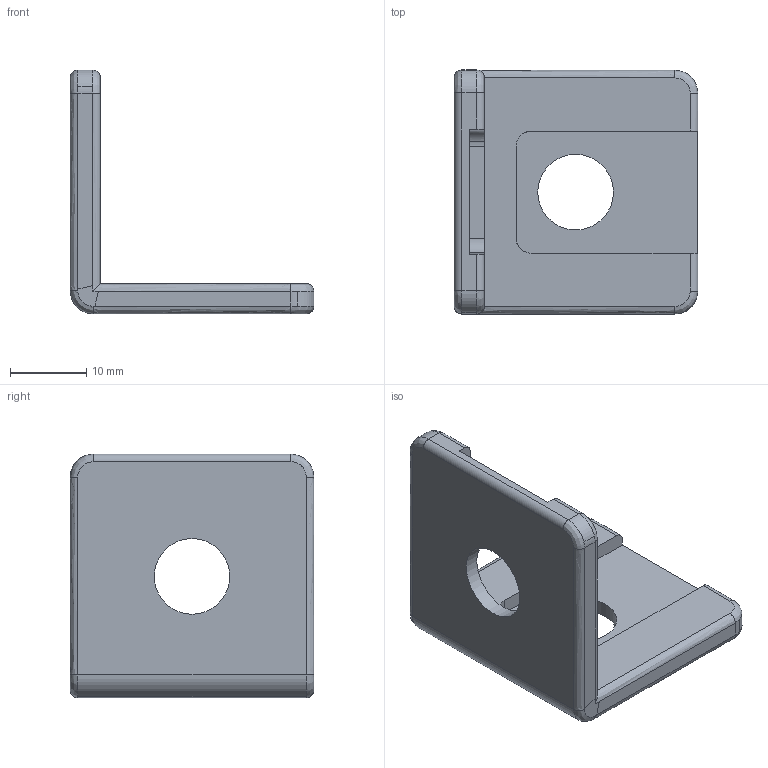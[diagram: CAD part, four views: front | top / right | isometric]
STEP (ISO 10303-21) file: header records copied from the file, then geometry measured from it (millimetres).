
FILE_DESCRIPTION((''),'2;1');
FILE_NAME('NB.stp','2020-04-21T00:51:27',(''),(''),'AutoCAD STEP 2000i','AutoCAD 2000i',', , ');
FILE_SCHEMA(('CONFIG_CONTROL_DESIGN'));
Length unit declared in the file: millimetre
Products named in the file (2): NB; PART1
Assembly tree (1 placements, depth 2):
  NB
    PART1
Bounding box: 31.9 x 31.9 x 31.9 mm (x, y, z)
Volume: 5553.9 mm3; surface area: 4318.8 mm2
Topology: 1 solids, 1 shells, 64 faces, 208 edges, 146 vertices
Faces by surface type: bspline 26, plane 20, cylinder 18
Entity records: 3450 total; most frequent: CARTESIAN_POINT 1587, ORIENTED_EDGE 416, DIRECTION 313, EDGE_CURVE 208, VERTEX_POINT 146, AXIS2_PLACEMENT_3D 111, VECTOR 91, LINE 91
